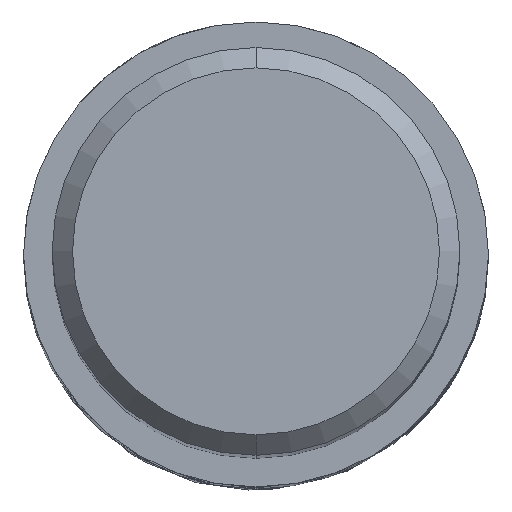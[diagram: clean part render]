
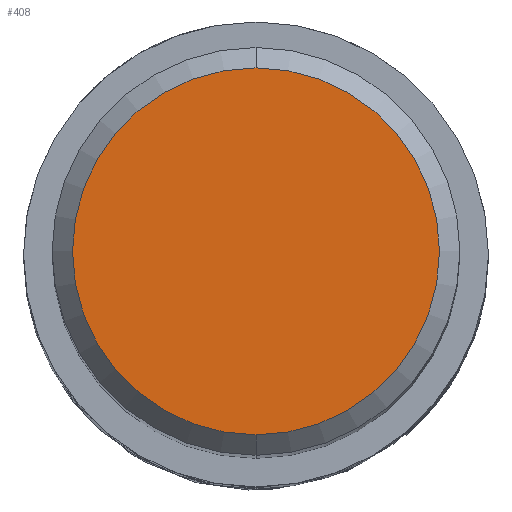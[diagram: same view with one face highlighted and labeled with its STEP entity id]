
A CAD part, top view. The second image highlights one B-rep face of the part: STEP entity #408.
In plain terms, the highlighted planar face has unit normal (0, 0, 1).
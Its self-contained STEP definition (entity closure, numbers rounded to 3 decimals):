
#408=ADVANCED_FACE('',(#953),#954,.T.);
#422=VERTEX_POINT('',#968);
#494=EDGE_CURVE('',#646,#422,#1049,.T.);
#646=VERTEX_POINT('',#1216);
#734=EDGE_CURVE('',#422,#646,#1310,.T.);
#953=FACE_OUTER_BOUND('',#2284,.T.);
#954=PLANE('',#2285);
#968=CARTESIAN_POINT('',(0.,-4.5,0.0));
#1049=CIRCLE('',#3039,4.5);
#1216=CARTESIAN_POINT('',(0.0,4.5,0.0));
#1310=CIRCLE('',#4783,4.5);
#2284=EDGE_LOOP('',(#5156,#5157));
#2285=AXIS2_PLACEMENT_3D('',#5158,#5159,#5160);
#3039=AXIS2_PLACEMENT_3D('',#5300,#5301,#5302);
#4783=AXIS2_PLACEMENT_3D('',#5560,#5561,#5562);
#5156=ORIENTED_EDGE('',*,*,#494,.F.);
#5157=ORIENTED_EDGE('',*,*,#734,.F.);
#5158=CARTESIAN_POINT('',(0.0,2.25,0.0));
#5159=DIRECTION('',(-0.0,0.0,1.0));
#5160=DIRECTION('',(0.0,-1.0,0.0));
#5300=CARTESIAN_POINT('',(0.0,0.0,0.0));
#5301=DIRECTION('',(0.0,0.0,-1.0));
#5302=DIRECTION('',(0.0,1.0,0.0));
#5560=CARTESIAN_POINT('',(0.0,0.0,0.0));
#5561=DIRECTION('',(0.0,0.0,-1.0));
#5562=DIRECTION('',(0.0,1.0,0.0));
